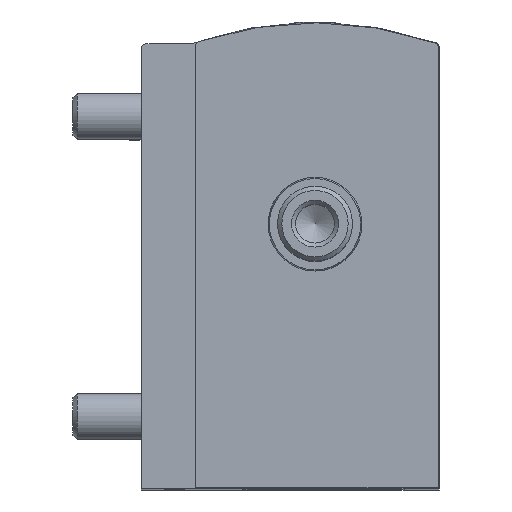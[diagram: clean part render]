
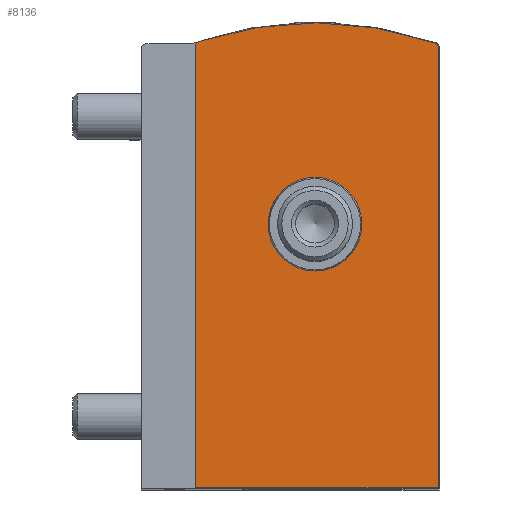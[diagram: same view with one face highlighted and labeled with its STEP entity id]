
A CAD part, top view. The second image highlights one B-rep face of the part: STEP entity #8136.
In plain terms, the highlighted planar face has unit normal (0, 0, 1).
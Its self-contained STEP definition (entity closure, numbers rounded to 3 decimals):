
#102=PLANE('',#8652);
#462=LINE('',#11515,#990);
#464=LINE('',#11519,#992);
#474=LINE('',#11566,#1002);
#990=VECTOR('',#9569,1000.);
#992=VECTOR('',#9573,1000.);
#1002=VECTOR('',#9619,1000.);
#1720=ORIENTED_EDGE('',*,*,#3310,.T.);
#1721=ORIENTED_EDGE('',*,*,#3277,.T.);
#1722=ORIENTED_EDGE('',*,*,#3279,.T.);
#1723=ORIENTED_EDGE('',*,*,#3281,.T.);
#1724=ORIENTED_EDGE('',*,*,#3308,.T.);
#1725=ORIENTED_EDGE('',*,*,#3309,.T.);
#1726=ORIENTED_EDGE('',*,*,#3034,.T.);
#3034=EDGE_CURVE('',#3858,#3857,#4422,.T.);
#3277=EDGE_CURVE('',#3857,#4077,#4527,.T.);
#3279=EDGE_CURVE('',#4077,#4078,#462,.T.);
#3281=EDGE_CURVE('',#4078,#4079,#464,.T.);
#3308=EDGE_CURVE('',#4079,#4098,#474,.T.);
#3309=EDGE_CURVE('',#4098,#3858,#4545,.T.);
#3310=EDGE_CURVE('',#4099,#4099,#4546,.T.);
#3857=VERTEX_POINT('',#10995);
#3858=VERTEX_POINT('',#10997);
#4077=VERTEX_POINT('',#11510);
#4078=VERTEX_POINT('',#11514);
#4079=VERTEX_POINT('',#11518);
#4098=VERTEX_POINT('',#11565);
#4099=VERTEX_POINT('',#11571);
#4422=CIRCLE('',#8490,39.5);
#4527=CIRCLE('',#8629,0.5);
#4545=CIRCLE('',#8651,0.5);
#4546=CIRCLE('',#8653,5.);
#4765=EDGE_LOOP('',(#1720));
#4766=EDGE_LOOP('',(#1721,#1722,#1723,#1724,#1725,#1726));
#5253=FACE_BOUND('',#4765,.T.);
#5254=FACE_BOUND('',#4766,.T.);
#8136=ADVANCED_FACE('',(#5253,#5254),#102,.T.);
#8490=AXIS2_PLACEMENT_3D('',#10996,#9154,#9155);
#8629=AXIS2_PLACEMENT_3D('',#11511,#9564,#9565);
#8651=AXIS2_PLACEMENT_3D('',#11568,#9622,#9623);
#8652=AXIS2_PLACEMENT_3D('',#11569,#9624,#9625);
#8653=AXIS2_PLACEMENT_3D('',#11570,#9626,#9627);
#9154=DIRECTION('',(0.,0.,1.));
#9155=DIRECTION('',(1.,0.,0.));
#9564=DIRECTION('',(0.,0.,1.));
#9565=DIRECTION('',(1.,0.,0.));
#9569=DIRECTION('',(0.,-1.,0.));
#9573=DIRECTION('',(1.,0.,0.));
#9619=DIRECTION('',(0.,1.,0.));
#9622=DIRECTION('',(0.,0.,1.));
#9623=DIRECTION('',(1.,0.,0.));
#9624=DIRECTION('',(0.,0.,1.));
#9625=DIRECTION('',(1.,0.,0.));
#9626=DIRECTION('',(0.,0.,-1.));
#9627=DIRECTION('',(-1.,0.,0.));
#10995=CARTESIAN_POINT('',(-12.407,47.701,65.8));
#10996=CARTESIAN_POINT('',(0.,10.2,65.8));
#10997=CARTESIAN_POINT('',(12.812,47.564,65.8));
#11510=CARTESIAN_POINT('',(-12.75,47.226,65.8));
#11511=CARTESIAN_POINT('',(-12.25,47.226,65.8));
#11514=CARTESIAN_POINT('',(-12.75,0.1,65.8));
#11515=CARTESIAN_POINT('',(-12.75,47.226,65.8));
#11518=CARTESIAN_POINT('',(13.15,0.1,65.8));
#11519=CARTESIAN_POINT('',(-12.75,0.1,65.8));
#11565=CARTESIAN_POINT('',(13.15,47.091,65.8));
#11566=CARTESIAN_POINT('',(13.15,0.1,65.8));
#11568=CARTESIAN_POINT('',(12.65,47.091,65.8));
#11569=CARTESIAN_POINT('',(-12.25,47.226,65.8));
#11570=CARTESIAN_POINT('',(0.,28.2,65.8));
#11571=CARTESIAN_POINT('',(-5.,28.2,65.8));
